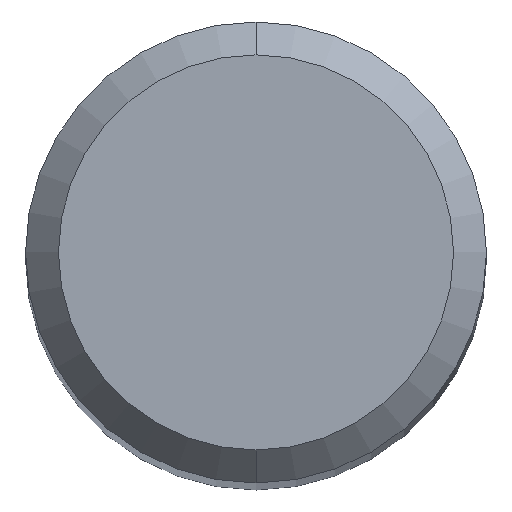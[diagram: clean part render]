
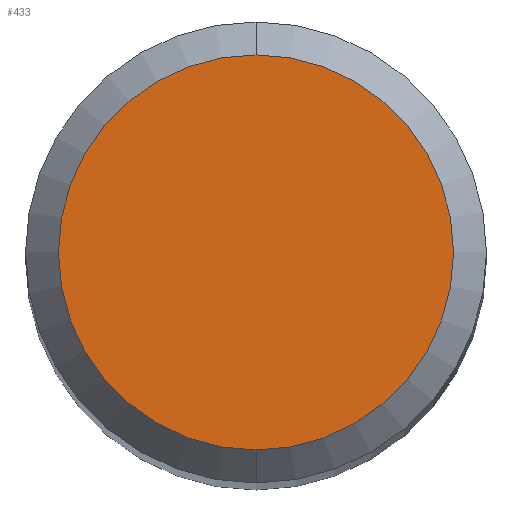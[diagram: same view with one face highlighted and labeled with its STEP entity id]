
A CAD part, top view. The second image highlights one B-rep face of the part: STEP entity #433.
In plain terms, the highlighted planar face has unit normal (0, 0, 1).
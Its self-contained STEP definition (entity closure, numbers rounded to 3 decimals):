
#243=EDGE_CURVE('',#473,#363,#631,.T.);
#321=EDGE_CURVE('',#363,#473,#715,.T.);
#363=VERTEX_POINT('',#763);
#433=ADVANCED_FACE('',(#844),#845,.T.);
#473=VERTEX_POINT('',#890);
#631=CIRCLE('',#1074,1.8);
#715=CIRCLE('',#1226,1.8);
#763=CARTESIAN_POINT('',(0.0,1.8,0.0));
#844=FACE_OUTER_BOUND('',#1439,.T.);
#845=PLANE('',#1440);
#890=CARTESIAN_POINT('',(0.,-1.8,0.0));
#1074=AXIS2_PLACEMENT_3D('',#1796,#1797,#1798);
#1226=AXIS2_PLACEMENT_3D('',#1884,#1885,#1886);
#1439=EDGE_LOOP('',(#2060,#2061));
#1440=AXIS2_PLACEMENT_3D('',#2062,#2063,#2064);
#1796=CARTESIAN_POINT('',(0.0,0.0,0.0));
#1797=DIRECTION('',(0.0,0.0,-1.0));
#1798=DIRECTION('',(0.0,1.0,0.0));
#1884=CARTESIAN_POINT('',(0.0,0.0,0.0));
#1885=DIRECTION('',(0.0,0.0,-1.0));
#1886=DIRECTION('',(0.0,1.0,0.0));
#2060=ORIENTED_EDGE('',*,*,#321,.F.);
#2061=ORIENTED_EDGE('',*,*,#243,.F.);
#2062=CARTESIAN_POINT('',(0.0,0.9,0.0));
#2063=DIRECTION('',(-0.0,0.0,1.0));
#2064=DIRECTION('',(0.0,-1.0,0.0));
